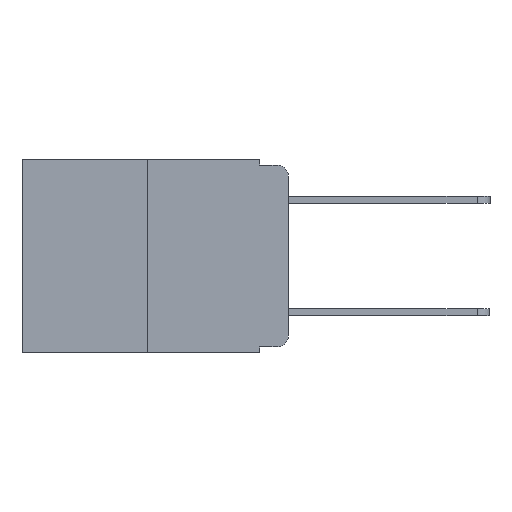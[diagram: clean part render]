
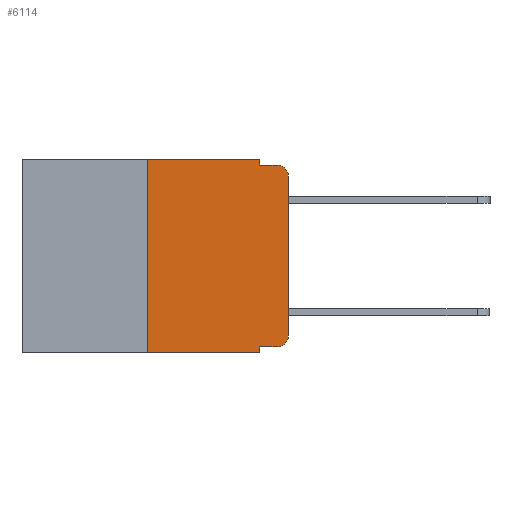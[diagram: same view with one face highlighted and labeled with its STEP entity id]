
A CAD part, left-side view. The second image highlights one B-rep face of the part: STEP entity #6114.
In plain terms, the highlighted planar face has unit normal (-1, 0, 0).
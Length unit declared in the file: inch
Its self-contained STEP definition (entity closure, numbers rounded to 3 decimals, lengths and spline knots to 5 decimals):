
#261 = CARTESIAN_POINT ( 'NONE',  ( 0., 0.051, 0. ) ) ;
#334 = DIRECTION ( 'NONE',  ( 0., -1., 0. ) ) ;
#373 = ORIENTED_EDGE ( 'NONE', *, *, #10017, .T. ) ;
#485 = EDGE_CURVE ( 'NONE', #16333, #9409, #6506, .T. ) ;
#731 = CARTESIAN_POINT ( 'NONE',  ( 0., 0.051, 0. ) ) ;
#830 = DIRECTION ( 'NONE',  ( -1., 0., 0. ) ) ;
#1142 = VERTEX_POINT ( 'NONE', #2695 ) ;
#1531 = EDGE_CURVE ( 'NONE', #10623, #2959, #13243, .T. ) ;
#2135 = FACE_OUTER_BOUND ( 'NONE', #8268, .T. ) ;
#2417 = EDGE_CURVE ( 'NONE', #16333, #2959, #12362, .T. ) ;
#2475 = CARTESIAN_POINT ( 'NONE',  ( 0., 0.051, 0. ) ) ;
#2695 = CARTESIAN_POINT ( 'NONE',  ( 0., 0.25, 0. ) ) ;
#2959 = VERTEX_POINT ( 'NONE', #6375 ) ;
#3340 = EDGE_CURVE ( 'NONE', #10623, #1142, #15673, .T. ) ;
#3351 = PLANE ( 'NONE',  #10248 ) ;
#3561 = ORIENTED_EDGE ( 'NONE', *, *, #8036, .T. ) ;
#4128 = ORIENTED_EDGE ( 'NONE', *, *, #11421, .F. ) ;
#4171 = LINE ( 'NONE', #10493, #13847 ) ;
#4556 = CARTESIAN_POINT ( 'NONE',  ( 0., 0., 0. ) ) ;
#4823 = VERTEX_POINT ( 'NONE', #16147 ) ;
#5071 = CARTESIAN_POINT ( 'NONE',  ( 0., 0., -0.313 ) ) ;
#5249 = ORIENTED_EDGE ( 'NONE', *, *, #12229, .F. ) ;
#5317 = ORIENTED_EDGE ( 'NONE', *, *, #16565, .F. ) ;
#5554 = CARTESIAN_POINT ( 'NONE',  ( 0., 0.25, -0.343 ) ) ;
#5872 = VECTOR ( 'NONE', #8324, 39.37008 ) ;
#5971 = DIRECTION ( 'NONE',  ( -1., 0., 0. ) ) ;
#6072 = CARTESIAN_POINT ( 'NONE',  ( 0., 0.473, 0. ) ) ;
#6114 = ADVANCED_FACE ( 'NONE', ( #2135 ), #3351, .F. ) ;
#6272 = DIRECTION ( 'NONE',  ( 0., 0., -1. ) ) ;
#6375 = CARTESIAN_POINT ( 'NONE',  ( 0., 0.051, -0.343 ) ) ;
#6436 = CIRCLE ( 'NONE', #10044, 0.02 ) ;
#6506 = LINE ( 'NONE', #10905, #14274 ) ;
#6732 = ORIENTED_EDGE ( 'NONE', *, *, #3340, .F. ) ;
#6735 = VERTEX_POINT ( 'NONE', #2475 ) ;
#7022 = VECTOR ( 'NONE', #12177, 39.37008 ) ;
#7029 = VECTOR ( 'NONE', #334, 39.37008 ) ;
#7117 = DIRECTION ( 'NONE',  ( 0., 0., -1. ) ) ;
#7175 = CARTESIAN_POINT ( 'NONE',  ( 0., 0.051, -0.01 ) ) ;
#7201 = VERTEX_POINT ( 'NONE', #9555 ) ;
#7306 = DIRECTION ( 'NONE',  ( 0., 0., -1. ) ) ;
#7918 = ORIENTED_EDGE ( 'NONE', *, *, #1531, .T. ) ;
#8036 = EDGE_CURVE ( 'NONE', #4823, #8271, #6436, .T. ) ;
#8268 = EDGE_LOOP ( 'NONE', ( #373, #3561, #4128, #5249, #5317, #6732, #7918, #9266, #10570, #11085 ) ) ;
#8271 = VERTEX_POINT ( 'NONE', #10593 ) ;
#8324 = DIRECTION ( 'NONE',  ( 0., 0., 1. ) ) ;
#8850 = CARTESIAN_POINT ( 'NONE',  ( 0., 0.02, -0.03 ) ) ;
#9266 = ORIENTED_EDGE ( 'NONE', *, *, #2417, .F. ) ;
#9279 = DIRECTION ( 'NONE',  ( 0., -1., 0. ) ) ;
#9409 = VERTEX_POINT ( 'NONE', #11069 ) ;
#9453 = VECTOR ( 'NONE', #7117, 39.37008 ) ;
#9555 = CARTESIAN_POINT ( 'NONE',  ( 0., 0.051, -0.01 ) ) ;
#9576 = CARTESIAN_POINT ( 'NONE',  ( 0., 0.25, 0. ) ) ;
#9609 = VERTEX_POINT ( 'NONE', #5071 ) ;
#10017 = EDGE_CURVE ( 'NONE', #9609, #4823, #13774, .T. ) ;
#10044 = AXIS2_PLACEMENT_3D ( 'NONE', #8850, #830, #10064 ) ;
#10064 = DIRECTION ( 'NONE',  ( 0., 0., -1. ) ) ;
#10248 = AXIS2_PLACEMENT_3D ( 'NONE', #6072, #14680, #7306 ) ;
#10480 = VECTOR ( 'NONE', #13366, 39.37008 ) ;
#10493 = CARTESIAN_POINT ( 'NONE',  ( 0., 0.473, 0. ) ) ;
#10570 = ORIENTED_EDGE ( 'NONE', *, *, #485, .T. ) ;
#10593 = CARTESIAN_POINT ( 'NONE',  ( 0., 0.02, -0.01 ) ) ;
#10623 = VERTEX_POINT ( 'NONE', #5554 ) ;
#10695 = DIRECTION ( 'NONE',  ( 0., -1., 0. ) ) ;
#10905 = CARTESIAN_POINT ( 'NONE',  ( 0., 0.051, -0.333 ) ) ;
#11069 = CARTESIAN_POINT ( 'NONE',  ( 0., 0.02, -0.333 ) ) ;
#11085 = ORIENTED_EDGE ( 'NONE', *, *, #15409, .T. ) ;
#11262 = AXIS2_PLACEMENT_3D ( 'NONE', #13411, #5971, #14609 ) ;
#11421 = EDGE_CURVE ( 'NONE', #7201, #8271, #11565, .T. ) ;
#11565 = LINE ( 'NONE', #7175, #7029 ) ;
#11640 = CARTESIAN_POINT ( 'NONE',  ( 0., 0.473, -0.343 ) ) ;
#12177 = DIRECTION ( 'NONE',  ( 0., -1., 0. ) ) ;
#12229 = EDGE_CURVE ( 'NONE', #6735, #7201, #13433, .T. ) ;
#12362 = LINE ( 'NONE', #261, #9453 ) ;
#13035 = VECTOR ( 'NONE', #6272, 39.37008 ) ;
#13243 = LINE ( 'NONE', #11640, #7022 ) ;
#13366 = DIRECTION ( 'NONE',  ( 0., 0., 1. ) ) ;
#13411 = CARTESIAN_POINT ( 'NONE',  ( 0., 0.02, -0.313 ) ) ;
#13433 = LINE ( 'NONE', #731, #13035 ) ;
#13591 = CARTESIAN_POINT ( 'NONE',  ( 0., 0.051, -0.333 ) ) ;
#13774 = LINE ( 'NONE', #4556, #10480 ) ;
#13847 = VECTOR ( 'NONE', #9279, 39.37008 ) ;
#14262 = CIRCLE ( 'NONE', #11262, 0.02 ) ;
#14274 = VECTOR ( 'NONE', #10695, 39.37008 ) ;
#14609 = DIRECTION ( 'NONE',  ( 0., 0., -1. ) ) ;
#14680 = DIRECTION ( 'NONE',  ( 1., 0., 0. ) ) ;
#15409 = EDGE_CURVE ( 'NONE', #9409, #9609, #14262, .T. ) ;
#15673 = LINE ( 'NONE', #9576, #5872 ) ;
#16147 = CARTESIAN_POINT ( 'NONE',  ( 0., 0., -0.03 ) ) ;
#16333 = VERTEX_POINT ( 'NONE', #13591 ) ;
#16565 = EDGE_CURVE ( 'NONE', #1142, #6735, #4171, .T. ) ;
